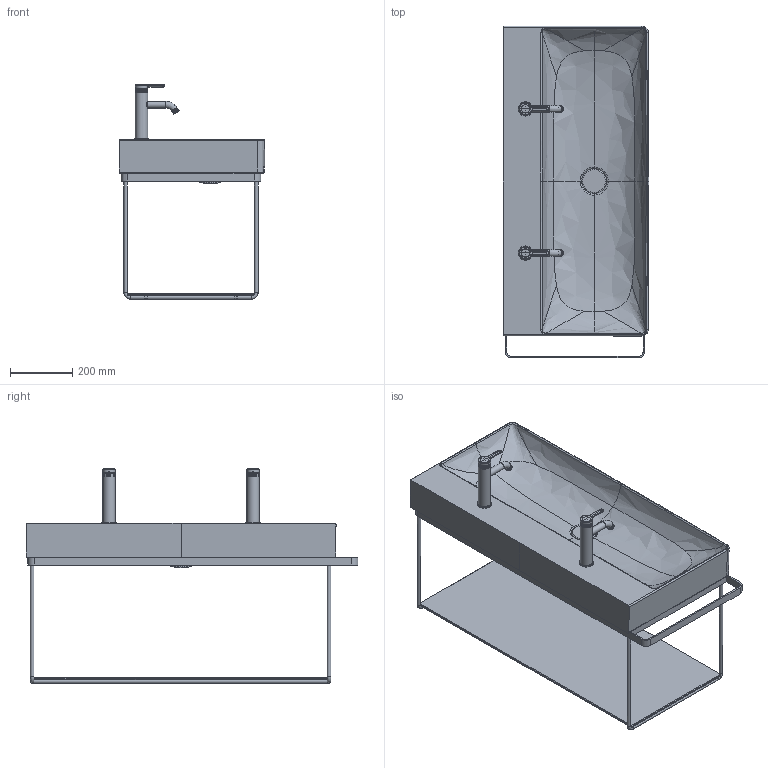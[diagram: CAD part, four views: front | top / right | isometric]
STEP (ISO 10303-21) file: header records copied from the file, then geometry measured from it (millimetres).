
FILE_DESCRIPTION((''),'2;1');
FILE_NAME('235310_2_003104.stp','2017-06-29T14:05:57',('Administrator'),(''),'Autodesk Inventor 2011','Autodesk Inventor 2011','');
FILE_SCHEMA(('CONFIG_CONTROL_DESIGN'));
Length unit declared in the file: millimetre
Products named in the file (16): 235310_2_003104; 235310_2; Kelch_Stopfen DuraSquare Bgr; Armatur C1 WT; 509115_ASM; 615832; 615833; 636748; 615729; 615737; Metallkonsole 003104 wandhängend; Rahmen 1065x451x25; Rohrstütze wandhängend; Rohrstrebe lang; Glaseinleger Metallkonsole 003103_003104
Assembly tree (18 placements, depth 5):
  235310_2_003104
    235310_2
      235310_2
      Kelch_Stopfen DuraSquare Bgr
      Armatur C1 WT  x2
        509115_ASM
          615832
          615833
        636748
        615729
        615737
    Metallkonsole 003104 wandhängend
      Rahmen 1065x451x25
      Rohrstütze wandhängend  x2
      Rohrstrebe lang  x2
    Glaseinleger Metallkonsole 003103_003104
Bounding box: 470.01 x 1070.61 x 691.28 mm (x, y, z)
Volume: 18974144.1 mm3; surface area: 2846777.6 mm2
Topology: 19 solids, 25 shells, 625 faces, 1458 edges, 898 vertices
Faces by surface type: plane 202, bspline 199, cylinder 141, torus 41, cone 28, sphere 14
Full cylindrical faces by diameter (mm): 6 x2, 11.5 x8, 12 x2, 14 x4, 16 x6, 16.5 x4, 17.3 x2, 17.55 x2, 18.5 x4, 18.75 x2, 22 x4, 27.189 x2, 30.452 x1, 34 x2, 34.5 x2, 35 x2, 35.4 x2, 35.5 x2, 36.185 x1, 36.9 x8, 37.3 x2, 37.6 x2, 40 x4, 42.482 x1, 42.5 x2, 45.115 x1, 46 x3, 68.44 x1, 80.006 x1, 81 x1
Entity records: 68542 total; most frequent: CARTESIAN_POINT 57983, ORIENTED_EDGE 2042, DIRECTION 1769, EDGE_CURVE 1021, AXIS2_PLACEMENT_3D 730, VERTEX_POINT 667, EDGE_LOOP 610, FACE_OUTER_BOUND 480
